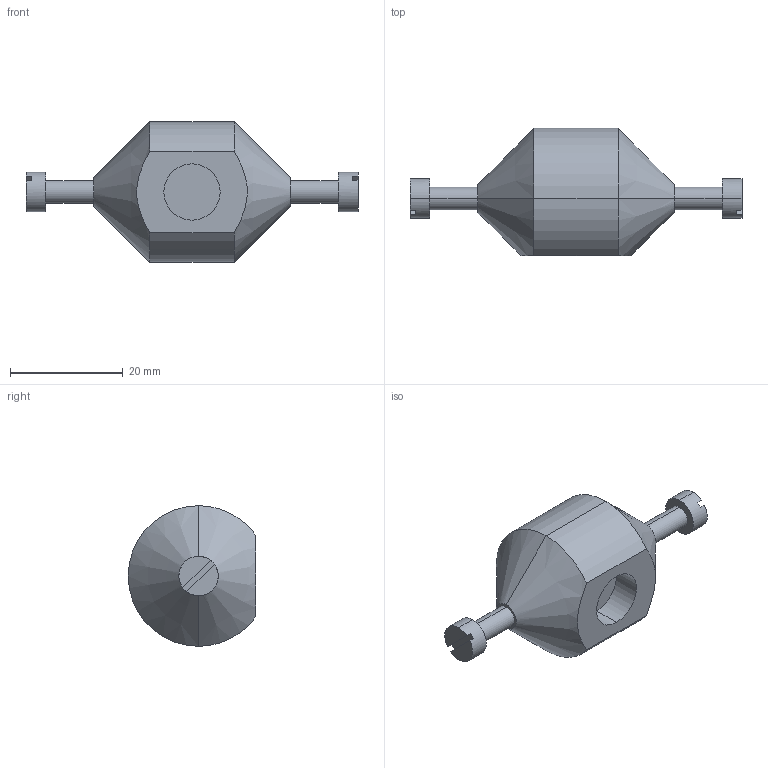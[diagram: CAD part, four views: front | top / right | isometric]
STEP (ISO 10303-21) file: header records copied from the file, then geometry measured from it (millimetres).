
FILE_DESCRIPTION (( 'STEP AP203' ), '1' );
FILE_NAME ('W05_Default_sldprt.STEP', '2020-10-16T02:00:21', ( '' ), ( '' ), 'SwSTEP 2.0', 'SolidWorks 2020', '' );
FILE_SCHEMA (( 'CONFIG_CONTROL_DESIGN' ));
Length unit declared in the file: millimetre
Products named in the file (1): W05_Default_sldprt
Bounding box: 59 x 22.67 x 25 mm (x, y, z)
Volume: 11110.3 mm3; surface area: 3166.7 mm2
Topology: 1 solids, 1 shells, 33 faces, 74 edges, 48 vertices
Faces by surface type: plane 16, cylinder 13, cone 4
Entity records: 1049 total; most frequent: CARTESIAN_POINT 198, DIRECTION 178, ORIENTED_EDGE 148, EDGE_CURVE 74, AXIS2_PLACEMENT_3D 72, VERTEX_POINT 48, EDGE_LOOP 38, CIRCLE 38
